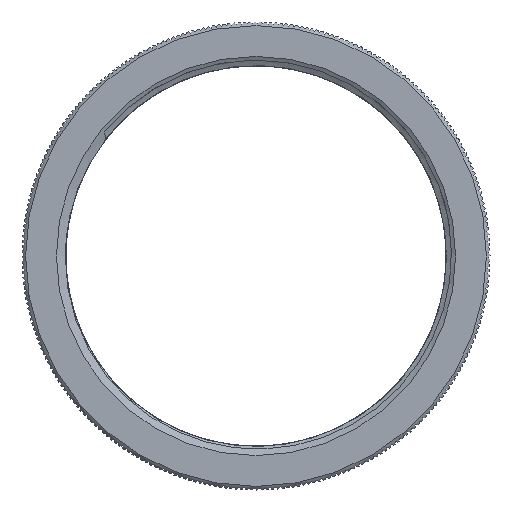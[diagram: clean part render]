
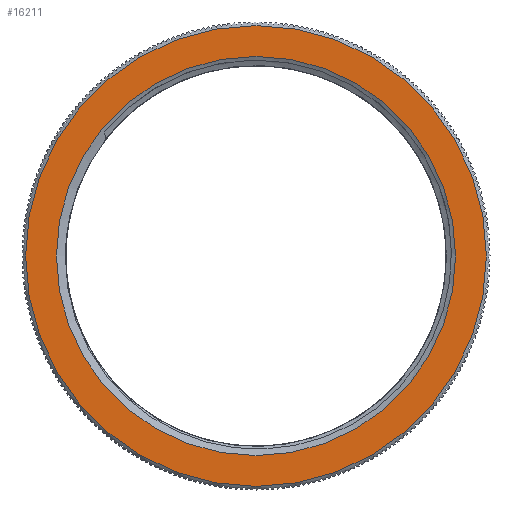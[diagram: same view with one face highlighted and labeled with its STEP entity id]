
A CAD part, left-side view. The second image highlights one B-rep face of the part: STEP entity #16211.
In plain terms, the highlighted planar face has unit normal (-1, 0, 0).
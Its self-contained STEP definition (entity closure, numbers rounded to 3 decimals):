
#3110=FACE_BOUND('',#4837,.T.);
#3972=FACE_OUTER_BOUND('',#4836,.T.);
#4836=EDGE_LOOP('',(#13949));
#4837=EDGE_LOOP('',(#13950));
#4847=CIRCLE('',#16231,27.381);
#5416=CIRCLE('',#17646,31.6);
#5443=VERTEX_POINT('',#21439);
#7134=VERTEX_POINT('',#31342);
#7147=EDGE_CURVE('',#5443,#5443,#4847,.T.);
#9686=EDGE_CURVE('',#7134,#7134,#5416,.T.);
#13949=ORIENTED_EDGE('',*,*,#9686,.F.);
#13950=ORIENTED_EDGE('',*,*,#7147,.T.);
#15355=PLANE('',#17650);
#16211=ADVANCED_FACE('',(#3972,#3110),#15355,.T.);
#16231=AXIS2_PLACEMENT_3D('',#21440,#17674,#17675);
#17646=AXIS2_PLACEMENT_3D('',#31343,#21344,#21345);
#17650=AXIS2_PLACEMENT_3D('',#31348,#21352,#21353);
#17674=DIRECTION('center_axis',(1.,0.,0.));
#17675=DIRECTION('ref_axis',(0.,1.,0.));
#21344=DIRECTION('center_axis',(1.,0.,0.));
#21345=DIRECTION('ref_axis',(0.,0.,-1.));
#21352=DIRECTION('center_axis',(-1.,0.,0.));
#21353=DIRECTION('ref_axis',(0.,0.,1.));
#21439=CARTESIAN_POINT('',(-14.,27.381,0.));
#21440=CARTESIAN_POINT('Origin',(-14.,0.,0.));
#31342=CARTESIAN_POINT('',(-14.,31.6,0.));
#31343=CARTESIAN_POINT('Origin',(-14.,0.,0.));
#31348=CARTESIAN_POINT('Origin',(-14.,31.6,0.));
